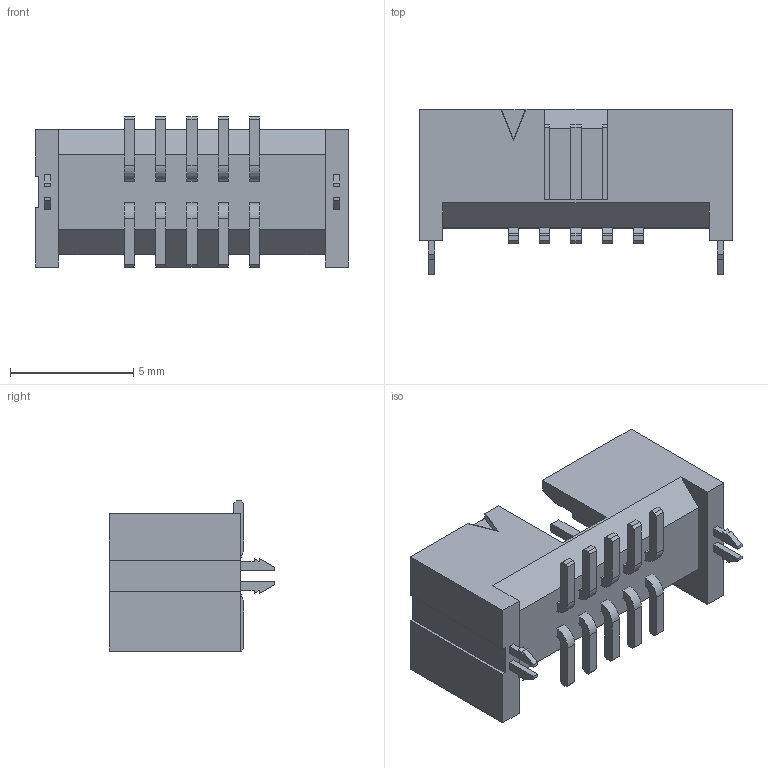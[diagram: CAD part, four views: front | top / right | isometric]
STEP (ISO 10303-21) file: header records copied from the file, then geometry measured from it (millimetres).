
FILE_DESCRIPTION(/* description */ ('STEP AP203'),/* implementation_level */ '2;1');
FILE_NAME(/* name */ 'SHF-105-01-L-D-SM-LC',/* time_stamp */ '2026-01-22T23:10:48+01:00',/* author */ ('License CC BY-ND 4.0'),/* organization */ ('CADENAS'),/* preprocessor_version */ 'ST-DEVELOPER v20',/* originating_system */ 'PARTsolutions',/* authorisation */ ' ');
FILE_SCHEMA (('CONFIG_CONTROL_DESIGN'));
Length unit declared in the file: inch
Products named in the file (4): SHF-105-01-L-D-SM-LC; SHF-105-01-D-LC_header; SHF-First_Position_Indicator; T-1S71-02-05-D-SM
Assembly tree (3 placements, depth 2):
  SHF-105-01-L-D-SM-LC
    SHF-105-01-D-LC_header
    SHF-First_Position_Indicator
    T-1S71-02-05-D-SM
Bounding box: 12.7 x 6.73 x 6.1 mm (x, y, z)
Volume: 175.4 mm3; surface area: 546.5 mm2
Topology: 3 solids, 3 shells, 240 faces, 686 edges, 456 vertices
Faces by surface type: plane 220, cylinder 20
Entity records: 7778 total; most frequent: CARTESIAN_POINT 1386, ORIENTED_EDGE 1372, DIRECTION 1214, EDGE_CURVE 686, LINE 646, VECTOR 646, VERTEX_POINT 456, AXIS2_PLACEMENT_3D 284
